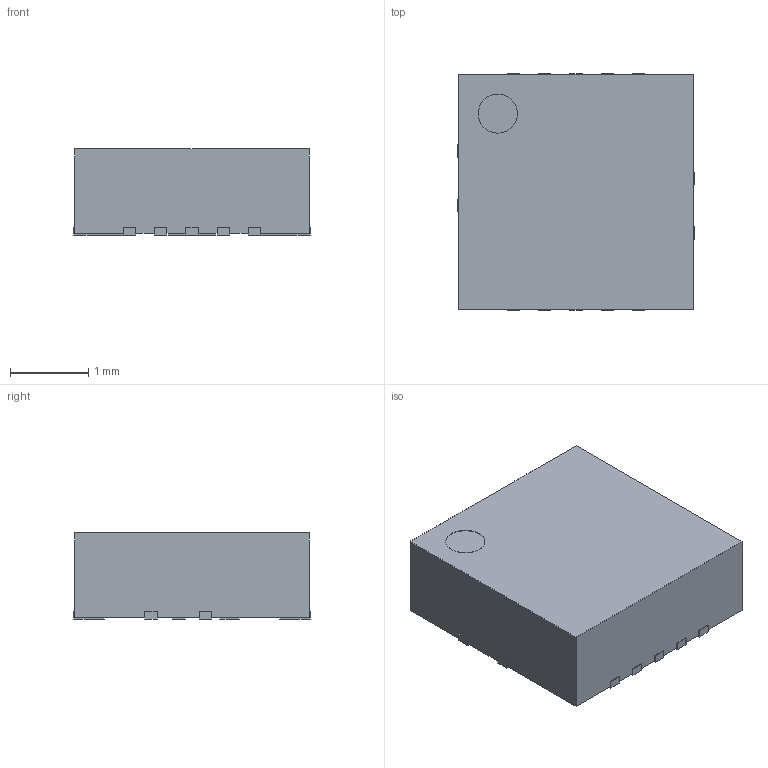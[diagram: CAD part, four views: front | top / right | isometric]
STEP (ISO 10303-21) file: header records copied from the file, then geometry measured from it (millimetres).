
FILE_DESCRIPTION (( 'STEP AP214' ), '1' );
FILE_NAME ('FCQFN16 - MP8765.stp.STEP', '2020-09-07T06:33:48', ( 'Bee-bee-mama' ), ( '' ), 'SwSTEP 2.0', 'SolidWorks 2018', '' );
FILE_SCHEMA (( 'AUTOMOTIVE_DESIGN' ));
Length unit declared in the file: millimetre
Products named in the file (1): FCQFN16 - MP8765.stp
Bounding box: 3.02 x 3.02 x 1.1 mm (x, y, z)
Volume: 9.7 mm3; surface area: 31.5 mm2
Topology: 1 solids, 1 shells, 103 faces, 294 edges, 196 vertices
Faces by surface type: plane 101, cylinder 2
Entity records: 3425 total; most frequent: CARTESIAN_POINT 594, ORIENTED_EDGE 588, DIRECTION 506, EDGE_CURVE 294, VECTOR 290, LINE 290, VERTEX_POINT 196, AXIS2_PLACEMENT_3D 108
